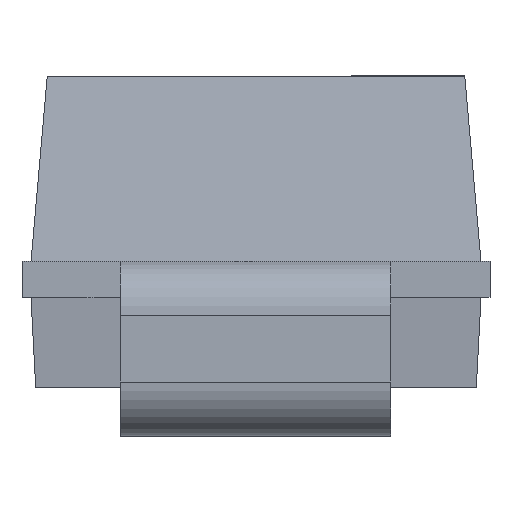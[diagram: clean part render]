
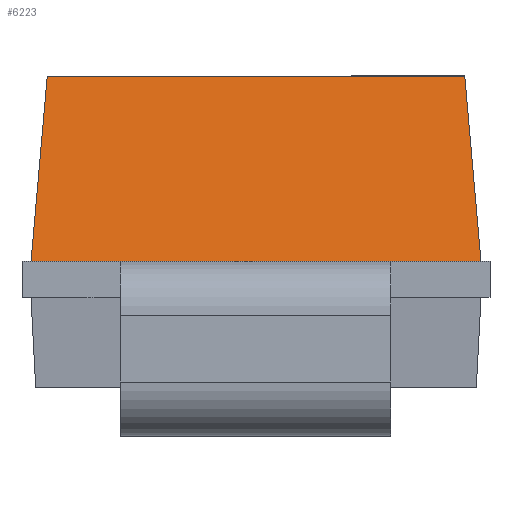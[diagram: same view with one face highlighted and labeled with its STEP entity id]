
A CAD part, front view. The second image highlights one B-rep face of the part: STEP entity #6223.
In plain terms, the highlighted planar face has unit normal (0, -0.985, 0.174).
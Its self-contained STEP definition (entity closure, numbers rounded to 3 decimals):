
#230 = VERTEX_POINT ( 'NONE', #5549 ) ;
#338 = DIRECTION ( 'NONE',  ( 0.086, 0.173, 0.981 ) ) ;
#417 = DIRECTION ( 'NONE',  ( 1., 0., 0. ) ) ;
#931 = ORIENTED_EDGE ( 'NONE', *, *, #2285, .T. ) ;
#1069 = FACE_OUTER_BOUND ( 'NONE', #2670, .T. ) ;
#1099 = AXIS2_PLACEMENT_3D ( 'NONE', #3654, #5590, #2791 ) ;
#1107 = LINE ( 'NONE', #3273, #6058 ) ;
#1526 = VECTOR ( 'NONE', #338, 1000. ) ;
#1899 = EDGE_CURVE ( 'NONE', #4610, #2009, #4629, .T. ) ;
#1933 = VECTOR ( 'NONE', #2773, 1000. ) ;
#2004 = VERTEX_POINT ( 'NONE', #5313 ) ;
#2009 = VERTEX_POINT ( 'NONE', #4873 ) ;
#2285 = EDGE_CURVE ( 'NONE', #2004, #230, #1107, .T. ) ;
#2408 = CARTESIAN_POINT ( 'NONE',  ( -1.286, -2.033, 2. ) ) ;
#2670 = EDGE_LOOP ( 'NONE', ( #931, #4993, #3703, #5995 ) ) ;
#2773 = DIRECTION ( 'NONE',  ( 1., 0., 0. ) ) ;
#2791 = DIRECTION ( 'NONE',  ( 0., 0.174, 0.985 ) ) ;
#3273 = CARTESIAN_POINT ( 'NONE',  ( -1.286, -2.215, 0.97 ) ) ;
#3654 = CARTESIAN_POINT ( 'NONE',  ( -1.286, -2.033, 2. ) ) ;
#3670 = PLANE ( 'NONE',  #1099 ) ;
#3703 = ORIENTED_EDGE ( 'NONE', *, *, #1899, .F. ) ;
#4019 = DIRECTION ( 'NONE',  ( -0.086, 0.173, 0.981 ) ) ;
#4042 = CARTESIAN_POINT ( 'NONE',  ( 1.264, -2.215, 0.97 ) ) ;
#4088 = LINE ( 'NONE', #4042, #4682 ) ;
#4610 = VERTEX_POINT ( 'NONE', #5871 ) ;
#4616 = CARTESIAN_POINT ( 'NONE',  ( -1.236, -2.215, 0.97 ) ) ;
#4629 = LINE ( 'NONE', #2408, #1933 ) ;
#4682 = VECTOR ( 'NONE', #4019, 1000. ) ;
#4873 = CARTESIAN_POINT ( 'NONE',  ( 1.174, -2.033, 2. ) ) ;
#4993 = ORIENTED_EDGE ( 'NONE', *, *, #5219, .T. ) ;
#5219 = EDGE_CURVE ( 'NONE', #230, #2009, #4088, .T. ) ;
#5313 = CARTESIAN_POINT ( 'NONE',  ( -1.236, -2.215, 0.97 ) ) ;
#5491 = LINE ( 'NONE', #4616, #1526 ) ;
#5549 = CARTESIAN_POINT ( 'NONE',  ( 1.264, -2.215, 0.97 ) ) ;
#5590 = DIRECTION ( 'NONE',  ( 0., 0.985, -0.174 ) ) ;
#5871 = CARTESIAN_POINT ( 'NONE',  ( -1.146, -2.033, 2. ) ) ;
#5995 = ORIENTED_EDGE ( 'NONE', *, *, #6204, .F. ) ;
#6058 = VECTOR ( 'NONE', #417, 1000. ) ;
#6204 = EDGE_CURVE ( 'NONE', #2004, #4610, #5491, .T. ) ;
#6223 = ADVANCED_FACE ( 'NONE', ( #1069 ), #3670, .F. ) ;
